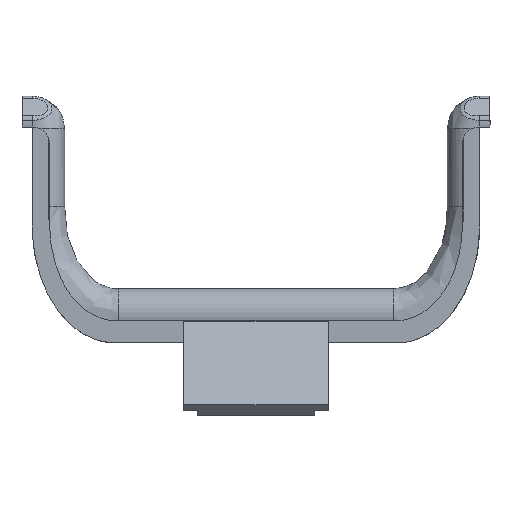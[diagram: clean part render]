
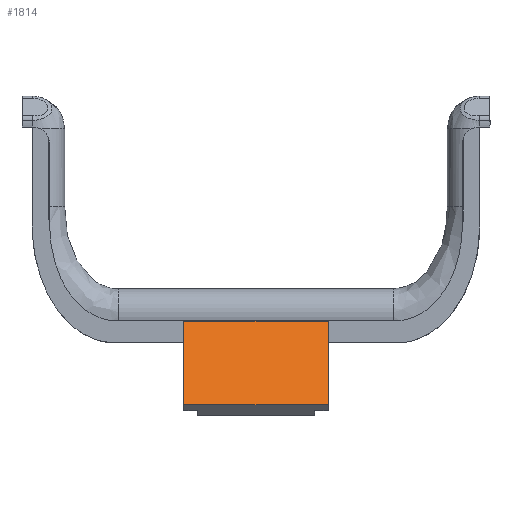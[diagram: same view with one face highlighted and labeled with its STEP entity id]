
A CAD part, top view. The second image highlights one B-rep face of the part: STEP entity #1814.
In plain terms, the highlighted planar face has unit normal (0, 0.707, 0.707).
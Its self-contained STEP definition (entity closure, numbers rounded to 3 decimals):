
#119=PLANE('',#1999);
#221=FACE_OUTER_BOUND('',#325,.T.);
#325=EDGE_LOOP('',(#1596,#1597,#1598,#1599));
#396=LINE('',#2658,#552);
#468=LINE('',#3964,#624);
#469=LINE('',#3966,#625);
#470=LINE('',#3967,#626);
#552=VECTOR('',#2150,10.);
#624=VECTOR('',#2426,10.);
#625=VECTOR('',#2427,10.);
#626=VECTOR('',#2428,10.);
#785=VERTEX_POINT('',#2655);
#786=VERTEX_POINT('',#2657);
#870=VERTEX_POINT('',#3963);
#871=VERTEX_POINT('',#3965);
#963=EDGE_CURVE('',#785,#786,#396,.T.);
#1120=EDGE_CURVE('',#870,#785,#468,.T.);
#1121=EDGE_CURVE('',#871,#870,#469,.T.);
#1122=EDGE_CURVE('',#871,#786,#470,.T.);
#1596=ORIENTED_EDGE('',*,*,#1120,.F.);
#1597=ORIENTED_EDGE('',*,*,#1121,.F.);
#1598=ORIENTED_EDGE('',*,*,#1122,.T.);
#1599=ORIENTED_EDGE('',*,*,#963,.F.);
#1814=ADVANCED_FACE('',(#221),#119,.T.);
#1999=AXIS2_PLACEMENT_3D('',#3962,#2424,#2425);
#2150=DIRECTION('',(1.,0.,0.));
#2424=DIRECTION('center_axis',(0.,0.707,0.707));
#2425=DIRECTION('ref_axis',(1.,0.,0.));
#2426=DIRECTION('',(0.,0.707,-0.707));
#2427=DIRECTION('',(-1.,0.,0.));
#2428=DIRECTION('',(0.,0.707,-0.707));
#2655=CARTESIAN_POINT('',(23.5,3.111,1.));
#2657=CARTESIAN_POINT('',(44.5,3.111,1.));
#2658=CARTESIAN_POINT('',(39.25,3.111,1.));
#3962=CARTESIAN_POINT('Origin',(44.5,-9.051,13.162));
#3963=CARTESIAN_POINT('',(23.5,-9.051,13.162));
#3964=CARTESIAN_POINT('',(23.5,-9.051,13.162));
#3965=CARTESIAN_POINT('',(44.5,-9.051,13.162));
#3966=CARTESIAN_POINT('',(44.5,-9.051,13.162));
#3967=CARTESIAN_POINT('',(44.5,-9.051,13.162));
